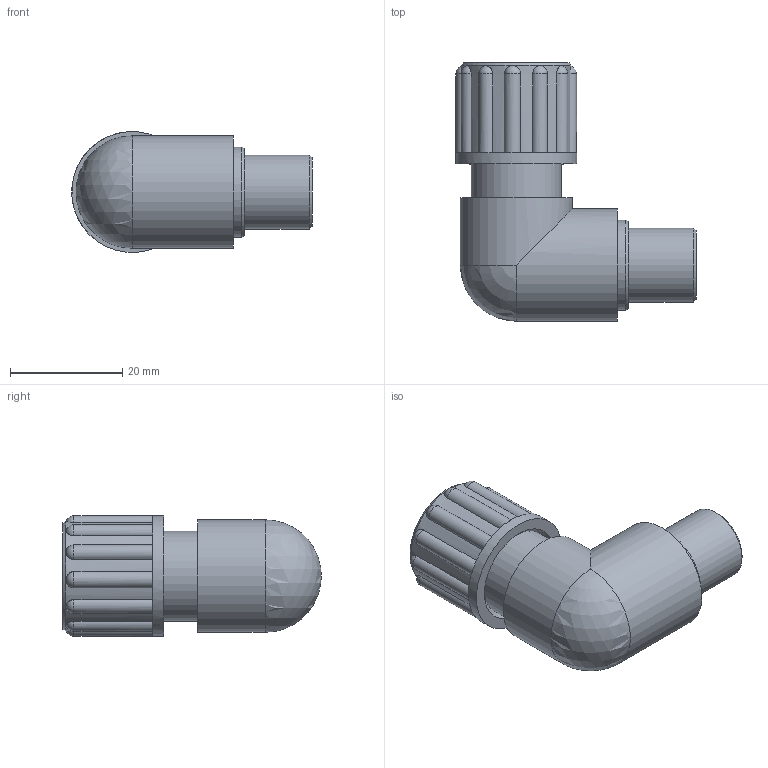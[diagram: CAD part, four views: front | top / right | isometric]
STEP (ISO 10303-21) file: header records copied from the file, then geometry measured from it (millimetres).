
FILE_DESCRIPTION((''),'2;1');
FILE_NAME('1A200MG4514.stp','2008-05-30T12:14:00',('bsch'),(''),'Autodesk Inventor 10','Autodesk Inventor 10','');
FILE_SCHEMA(('AUTOMOTIVE_DESIGN { 1 0 10303 214 1 1 1 1 }'));
Length unit declared in the file: millimetre
Products named in the file (4): 1A200MG4514; t22020.014; t05518.004; t05459.004
Assembly tree (3 placements, depth 2):
  1A200MG4514
    t22020.014
    t05518.004
    t05459.004
Bounding box: 42.74 x 46 x 21.47 mm (x, y, z)
Volume: 14384.7 mm3; surface area: 8851.1 mm2
Topology: 3 solids, 3 shells, 79 faces, 182 edges, 112 vertices
Faces by surface type: plane 23, cylinder 23, sphere 13, cone 10, bspline 7, torus 3
Full cylindrical faces by diameter (mm): 8.5 x1, 10.6 x1, 13.15 x1, 14 x1, 16 x3, 19.5 x1, 20 x2, 21.5 x1
Entity records: 2690 total; most frequent: CARTESIAN_POINT 932, DIRECTION 394, ORIENTED_EDGE 284, AXIS2_PLACEMENT_3D 185, EDGE_CURVE 142, EDGE_LOOP 120, VERTEX_POINT 104, CIRCLE 102
